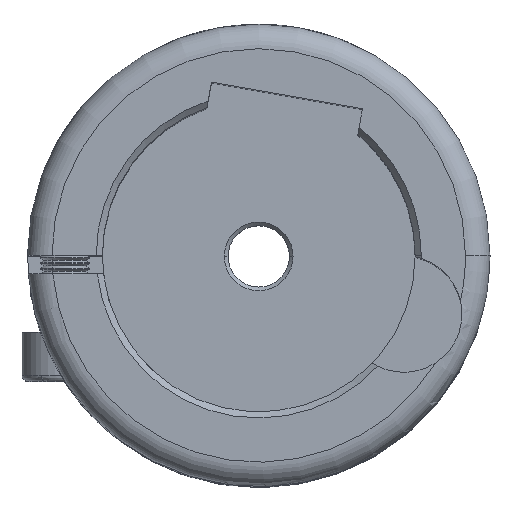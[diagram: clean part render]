
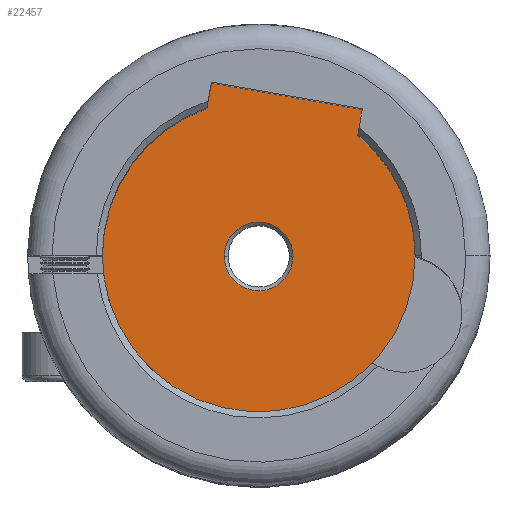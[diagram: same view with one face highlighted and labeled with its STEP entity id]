
A CAD part, top view. The second image highlights one B-rep face of the part: STEP entity #22457.
In plain terms, the highlighted planar face has unit normal (0, 0, 1).
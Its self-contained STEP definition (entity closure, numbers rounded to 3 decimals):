
#7 = PLANE ( 'NONE',  #23945 ) ;
#540 = AXIS2_PLACEMENT_3D ( 'NONE', #24727, #9653, #13723 ) ;
#834 = AXIS2_PLACEMENT_3D ( 'NONE', #8813, #15624, #16454 ) ;
#1480 = VERTEX_POINT ( 'NONE', #2083 ) ;
#2083 = CARTESIAN_POINT ( 'NONE',  ( -4.207, 16.036, -24.156 ) ) ;
#2799 = CARTESIAN_POINT ( 'NONE',  ( -2.781, 4.007, -24.156 ) ) ;
#3620 = CARTESIAN_POINT ( 'NONE',  ( 0.019, 4.007, -24.156 ) ) ;
#4220 = DIRECTION ( 'NONE',  ( 1., 0., 0. ) ) ;
#4459 = ORIENTED_EDGE ( 'NONE', *, *, #28360, .T. ) ;
#4977 = DIRECTION ( 'NONE',  ( 0., 0., 1. ) ) ;
#5065 = DIRECTION ( 'NONE',  ( -0.174, -0.985, 0. ) ) ;
#5942 = ORIENTED_EDGE ( 'NONE', *, *, #23645, .T. ) ;
#6068 = CARTESIAN_POINT ( 'NONE',  ( -3.836, 18.141, -24.156 ) ) ;
#6279 = ORIENTED_EDGE ( 'NONE', *, *, #12556, .T. ) ;
#6437 = VERTEX_POINT ( 'NONE', #26324 ) ;
#7399 = CARTESIAN_POINT ( 'NONE',  ( 8.477, 15.97, -24.156 ) ) ;
#8619 = EDGE_CURVE ( 'NONE', #19820, #25075, #10948, .T. ) ;
#8632 = VECTOR ( 'NONE', #10130, 1000. ) ;
#8813 = CARTESIAN_POINT ( 'NONE',  ( 0.019, 4.007, -24.156 ) ) ;
#8825 = CARTESIAN_POINT ( 'NONE',  ( 2.819, 4.007, -24.156 ) ) ;
#9556 = AXIS2_PLACEMENT_3D ( 'NONE', #3620, #25763, #23455 ) ;
#9653 = DIRECTION ( 'NONE',  ( 0., 0., -1. ) ) ;
#9844 = CARTESIAN_POINT ( 'NONE',  ( 8.477, 15.97, -24.156 ) ) ;
#10022 = ORIENTED_EDGE ( 'NONE', *, *, #26272, .T. ) ;
#10130 = DIRECTION ( 'NONE',  ( 0.174, 0.985, 0. ) ) ;
#10353 = VECTOR ( 'NONE', #21516, 1000. ) ;
#10948 = CIRCLE ( 'NONE', #9556, 12.75 ) ;
#11612 = ORIENTED_EDGE ( 'NONE', *, *, #12377, .T. ) ;
#12138 = CARTESIAN_POINT ( 'NONE',  ( 0.019, 4.007, -24.156 ) ) ;
#12377 = EDGE_CURVE ( 'NONE', #26072, #1480, #16069, .T. ) ;
#12556 = EDGE_CURVE ( 'NONE', #18679, #15990, #25046, .T. ) ;
#12870 = CIRCLE ( 'NONE', #834, 2.8 ) ;
#13723 = DIRECTION ( 'NONE',  ( 1., 0., 0. ) ) ;
#13803 = DIRECTION ( 'NONE',  ( 1., 0., 0. ) ) ;
#14094 = CARTESIAN_POINT ( 'NONE',  ( 0.019, 4.007, -24.156 ) ) ;
#14339 = LINE ( 'NONE', #9844, #8632 ) ;
#14808 = CARTESIAN_POINT ( 'NONE',  ( -12.731, 4.007, -24.156 ) ) ;
#15229 = CARTESIAN_POINT ( 'NONE',  ( 0.019, 4.007, -24.156 ) ) ;
#15624 = DIRECTION ( 'NONE',  ( 0., 0., -1. ) ) ;
#15990 = VERTEX_POINT ( 'NONE', #8825 ) ;
#16054 = DIRECTION ( 'NONE',  ( 0., 0., 1. ) ) ;
#16069 = LINE ( 'NONE', #24897, #25572 ) ;
#16454 = DIRECTION ( 'NONE',  ( 1., 0., 0. ) ) ;
#16771 = VERTEX_POINT ( 'NONE', #7399 ) ;
#16892 = LINE ( 'NONE', #19206, #10353 ) ;
#17226 = EDGE_LOOP ( 'NONE', ( #10022, #6279 ) ) ;
#18083 = ORIENTED_EDGE ( 'NONE', *, *, #20706, .T. ) ;
#18203 = CIRCLE ( 'NONE', #26960, 12.75 ) ;
#18679 = VERTEX_POINT ( 'NONE', #2799 ) ;
#19206 = CARTESIAN_POINT ( 'NONE',  ( -3.836, 18.141, -24.156 ) ) ;
#19540 = EDGE_CURVE ( 'NONE', #25075, #6437, #18203, .T. ) ;
#19708 = EDGE_LOOP ( 'NONE', ( #4459, #27761, #24551, #5942, #18083, #11612 ) ) ;
#19820 = VERTEX_POINT ( 'NONE', #14808 ) ;
#20706 = EDGE_CURVE ( 'NONE', #16771, #26072, #16892, .T. ) ;
#21516 = DIRECTION ( 'NONE',  ( -0.985, 0.174, 0. ) ) ;
#21682 = CIRCLE ( 'NONE', #25368, 12.75 ) ;
#22457 = ADVANCED_FACE ( 'NONE', ( #24199, #28404 ), #7, .T. ) ;
#23286 = DIRECTION ( 'NONE',  ( 1., 0., 0. ) ) ;
#23455 = DIRECTION ( 'NONE',  ( 1., 0., 0. ) ) ;
#23645 = EDGE_CURVE ( 'NONE', #6437, #16771, #14339, .T. ) ;
#23945 = AXIS2_PLACEMENT_3D ( 'NONE', #15229, #24049, #4220 ) ;
#24049 = DIRECTION ( 'NONE',  ( 0., 0., 1. ) ) ;
#24199 = FACE_BOUND ( 'NONE', #17226, .T. ) ;
#24551 = ORIENTED_EDGE ( 'NONE', *, *, #19540, .T. ) ;
#24727 = CARTESIAN_POINT ( 'NONE',  ( 0.019, 4.007, -24.156 ) ) ;
#24897 = CARTESIAN_POINT ( 'NONE',  ( -3.836, 18.141, -24.156 ) ) ;
#25046 = CIRCLE ( 'NONE', #540, 2.8 ) ;
#25075 = VERTEX_POINT ( 'NONE', #28610 ) ;
#25368 = AXIS2_PLACEMENT_3D ( 'NONE', #14094, #4977, #13803 ) ;
#25572 = VECTOR ( 'NONE', #5065, 1000. ) ;
#25763 = DIRECTION ( 'NONE',  ( 0., 0., 1. ) ) ;
#26072 = VERTEX_POINT ( 'NONE', #6068 ) ;
#26272 = EDGE_CURVE ( 'NONE', #15990, #18679, #12870, .T. ) ;
#26324 = CARTESIAN_POINT ( 'NONE',  ( 8.106, 13.865, -24.156 ) ) ;
#26960 = AXIS2_PLACEMENT_3D ( 'NONE', #12138, #16054, #23286 ) ;
#27761 = ORIENTED_EDGE ( 'NONE', *, *, #8619, .T. ) ;
#28360 = EDGE_CURVE ( 'NONE', #1480, #19820, #21682, .T. ) ;
#28404 = FACE_OUTER_BOUND ( 'NONE', #19708, .T. ) ;
#28610 = CARTESIAN_POINT ( 'NONE',  ( 12.769, 4.007, -24.156 ) ) ;
